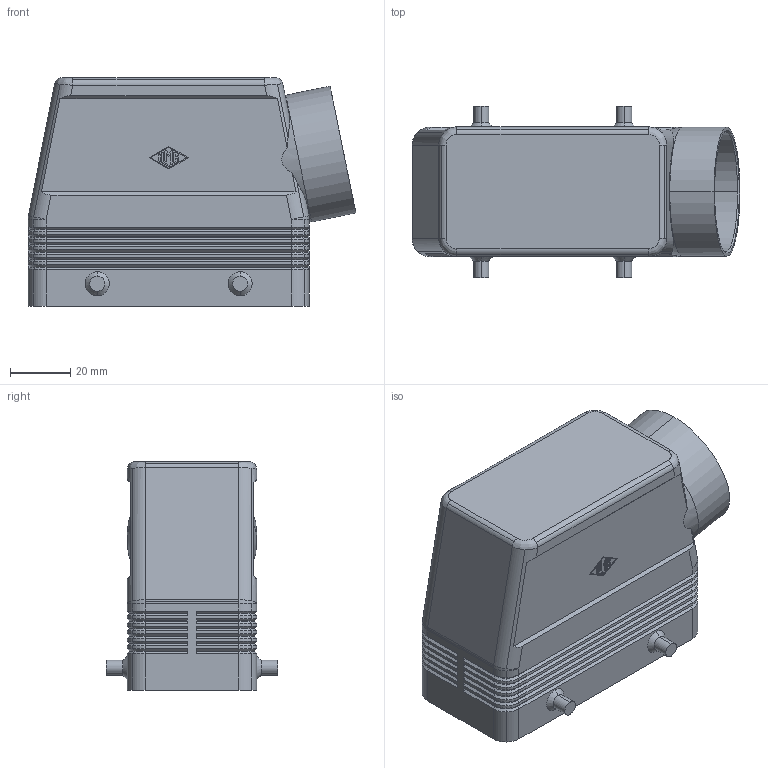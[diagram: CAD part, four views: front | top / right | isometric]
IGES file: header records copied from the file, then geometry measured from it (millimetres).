
Global section: file name: No Iges File Name specified; native system: AutoDesk Inventor R6.1; preprocessor: AutoDesk Inventor Iges Exporter R6.1; author: No Author specified; organization: No Organization specified; date: 20061221.133105; units: millimetre
Bounding box: 108.99 x 57 x 76 mm (x, y, z)
Volume: 69592.6 mm3; surface area: 47139.3 mm2
Topology: 1 solids, 1 shells, 530 faces, 1254 edges, 736 vertices
Faces by surface type: plane 196, cylinder 112, cone 106, bspline 88, revolution 24, sphere 4
